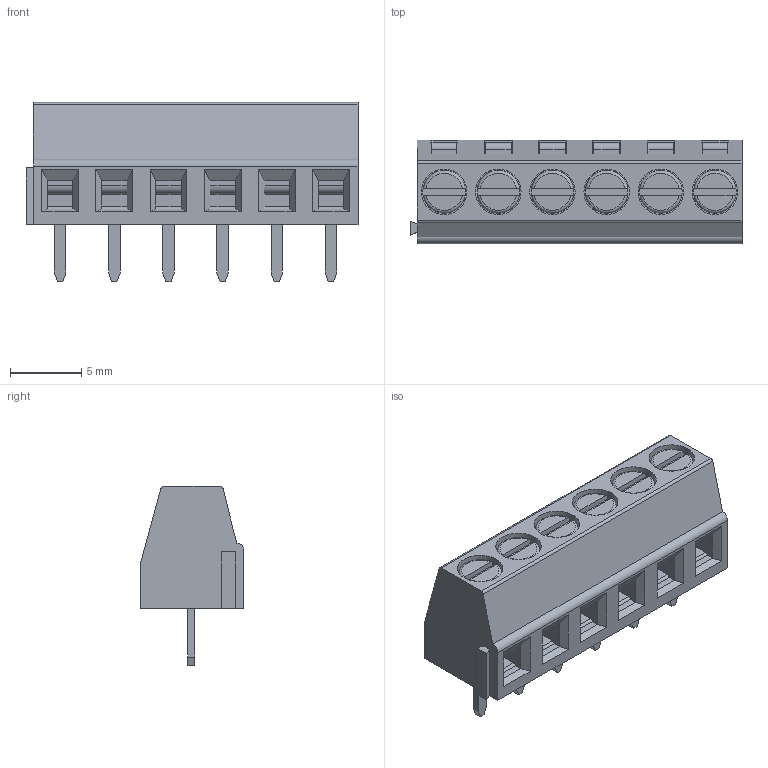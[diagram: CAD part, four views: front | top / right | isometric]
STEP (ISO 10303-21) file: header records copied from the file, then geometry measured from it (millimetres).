
FILE_DESCRIPTION (( 'STEP AP214' ), '1' );
FILE_NAME ('CONN-TH_WJ3.81-LI-6P-124.step', '2022-08-08T03:37:13', ( '' ), ( '' ), 'SwSTEP 2.0', 'SolidWorks 2020', '' );
FILE_SCHEMA (( 'AUTOMOTIVE_DESIGN' ));
Length unit declared in the file: millimetre
Products named in the file (1): CONN-TH_WJ3.81-LI-6P-124
Bounding box: 23.36 x 7.3 x 12.6 mm (x, y, z)
Volume: 1141.6 mm3; surface area: 1200.5 mm2
Topology: 14 solids, 14 shells, 579 faces, 1524 edges, 1004 vertices
Faces by surface type: plane 410, bspline 112, cylinder 45, torus 12
Entity records: 24857 total; most frequent: CARTESIAN_POINT 5332, ORIENTED_EDGE 3048, DIRECTION 2334, EDGE_CURVE 1524, VECTOR 1146, LINE 1146, VERTEX_POINT 1004, EDGE_LOOP 622
